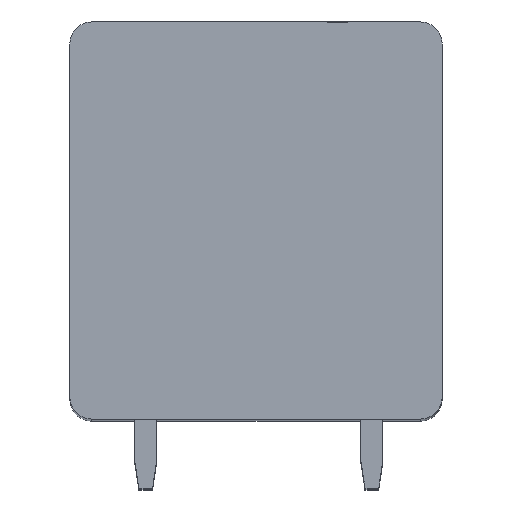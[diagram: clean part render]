
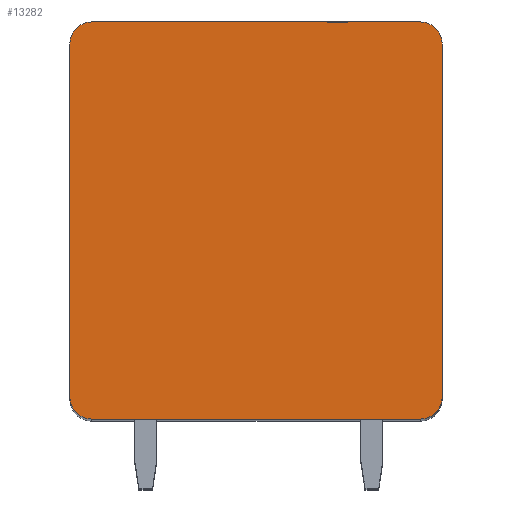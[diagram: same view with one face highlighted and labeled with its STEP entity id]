
A CAD part, top view. The second image highlights one B-rep face of the part: STEP entity #13282.
In plain terms, the highlighted planar face has unit normal (0, 0, 1).
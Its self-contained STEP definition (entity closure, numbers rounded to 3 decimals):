
#1665=CARTESIAN_POINT('',(-5.95,6.4,1.75));
#1666=DIRECTION('',(0.,0.,1.));
#1667=DIRECTION('',(0.,1.,0.));
#1668=AXIS2_PLACEMENT_3D('',#1665,#1666,#1667);
#1670=DIRECTION('',(-1.,0.,0.));
#1671=VECTOR('',#1670,11.9);
#1672=CARTESIAN_POINT('',(5.95,7.2,1.75));
#1673=LINE('',#1672,#1671);
#1674=CARTESIAN_POINT('',(5.95,6.4,1.75));
#1675=DIRECTION('',(0.,0.,1.));
#1676=DIRECTION('',(1.,0.,0.));
#1677=AXIS2_PLACEMENT_3D('',#1674,#1675,#1676);
#1679=DIRECTION('',(0.,1.,0.));
#1680=VECTOR('',#1679,12.8);
#1681=CARTESIAN_POINT('',(6.75,-6.4,1.75));
#1682=LINE('',#1681,#1680);
#1683=CARTESIAN_POINT('',(5.95,-6.4,1.75));
#1684=DIRECTION('',(0.,0.,1.));
#1685=DIRECTION('',(0.,-1.,0.));
#1686=AXIS2_PLACEMENT_3D('',#1683,#1684,#1685);
#1688=DIRECTION('',(1.,0.,0.));
#1689=VECTOR('',#1688,11.9);
#1690=CARTESIAN_POINT('',(-5.95,-7.2,1.75));
#1691=LINE('',#1690,#1689);
#1692=CARTESIAN_POINT('',(-5.95,-6.4,1.75));
#1693=DIRECTION('',(0.,0.,1.));
#1694=DIRECTION('',(-1.,0.,0.));
#1695=AXIS2_PLACEMENT_3D('',#1692,#1693,#1694);
#1697=DIRECTION('',(0.,-1.,0.));
#1698=VECTOR('',#1697,12.8);
#1699=CARTESIAN_POINT('',(-6.75,6.4,1.75));
#1700=LINE('',#1699,#1698);
#9803=CARTESIAN_POINT('',(-5.95,7.2,1.75));
#9804=VERTEX_POINT('',#9803);
#9805=CARTESIAN_POINT('',(-6.75,6.4,1.75));
#9806=VERTEX_POINT('',#9805);
#9811=CARTESIAN_POINT('',(6.75,6.4,1.75));
#9812=VERTEX_POINT('',#9811);
#9813=CARTESIAN_POINT('',(5.95,7.2,1.75));
#9814=VERTEX_POINT('',#9813);
#9819=CARTESIAN_POINT('',(-6.75,-6.4,1.75));
#9820=VERTEX_POINT('',#9819);
#9821=CARTESIAN_POINT('',(-5.95,-7.2,1.75));
#9822=VERTEX_POINT('',#9821);
#9827=CARTESIAN_POINT('',(5.95,-7.2,1.75));
#9828=VERTEX_POINT('',#9827);
#9829=CARTESIAN_POINT('',(6.75,-6.4,1.75));
#9830=VERTEX_POINT('',#9829);
#13267=CARTESIAN_POINT('',(0.,0.,1.75));
#13268=DIRECTION('',(0.,0.,1.));
#13269=DIRECTION('',(1.,0.,0.));
#13270=AXIS2_PLACEMENT_3D('',#13267,#13268,#13269);
#13271=PLANE('',#13270);
#13272=ORIENTED_EDGE('',*,*,#12227,.F.);
#13273=ORIENTED_EDGE('',*,*,#12243,.F.);
#13274=ORIENTED_EDGE('',*,*,#12592,.F.);
#13275=ORIENTED_EDGE('',*,*,#12607,.F.);
#13276=ORIENTED_EDGE('',*,*,#12860,.F.);
#13277=ORIENTED_EDGE('',*,*,#12873,.F.);
#13278=ORIENTED_EDGE('',*,*,#13128,.F.);
#13279=ORIENTED_EDGE('',*,*,#13140,.F.);
#13280=EDGE_LOOP('',(#13272,#13273,#13274,#13275,#13276,#13277,#13278,#13279));
#13281=FACE_OUTER_BOUND('',#13280,.F.);
#1669=CIRCLE('',#1668,0.8);
#1678=CIRCLE('',#1677,0.8);
#1687=CIRCLE('',#1686,0.8);
#1696=CIRCLE('',#1695,0.8);
#12227=EDGE_CURVE('',#9804,#9806,#1669,.T.);
#12243=EDGE_CURVE('',#9814,#9804,#1673,.T.);
#12592=EDGE_CURVE('',#9812,#9814,#1678,.T.);
#12607=EDGE_CURVE('',#9830,#9812,#1682,.T.);
#12860=EDGE_CURVE('',#9828,#9830,#1687,.T.);
#12873=EDGE_CURVE('',#9822,#9828,#1691,.T.);
#13128=EDGE_CURVE('',#9820,#9822,#1696,.T.);
#13140=EDGE_CURVE('',#9806,#9820,#1700,.T.);
#13282=ADVANCED_FACE('',(#13281),#13271,.T.);
